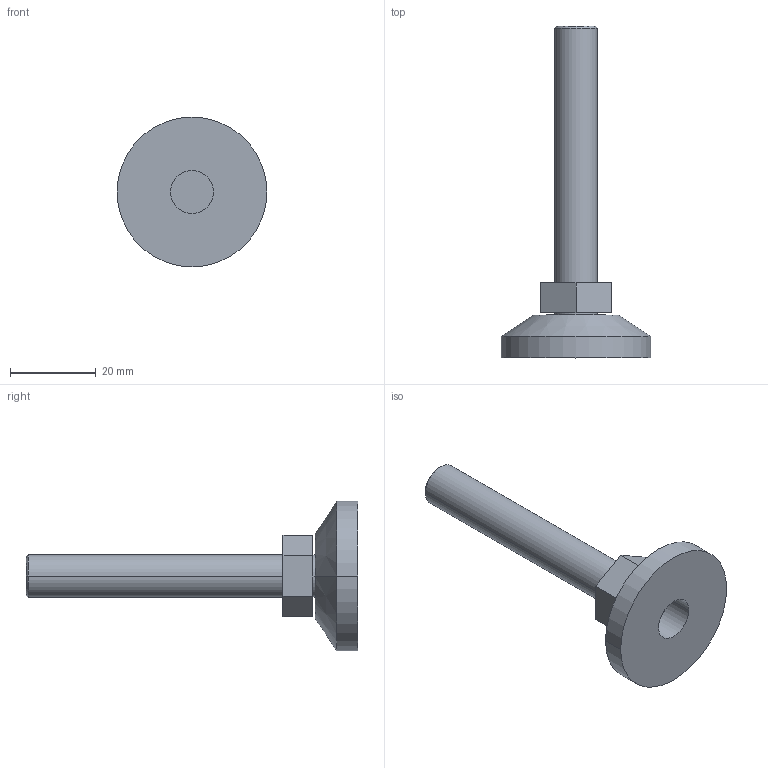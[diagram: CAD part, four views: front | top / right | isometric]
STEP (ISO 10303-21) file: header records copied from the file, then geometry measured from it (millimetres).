
FILE_DESCRIPTION (( 'STEP AP214' ), '1' );
FILE_NAME ('Îïîðà ðåçüáîâàÿ Ì10õ60.STEP', '2022-04-11T10:29:22', ( 'user' ), ( '' ), 'SwSTEP 2.0', 'SolidWorks 2022', '' );
FILE_SCHEMA (( 'AUTOMOTIVE_DESIGN' ));
Length unit declared in the file: millimetre
Products named in the file (1): Îïîðà ðåçüáîâàÿ Ì10õ60
Bounding box: 35 x 77.5 x 35 mm (x, y, z)
Volume: 13693.4 mm3; surface area: 5426.7 mm2
Topology: 1 solids, 1 shells, 24 faces, 50 edges, 32 vertices
Faces by surface type: plane 12, cylinder 8, cone 4
Entity records: 808 total; most frequent: DIRECTION 120, CARTESIAN_POINT 107, ORIENTED_EDGE 100, EDGE_CURVE 50, AXIS2_PLACEMENT_3D 45, VERTEX_POINT 32, LINE 30, VECTOR 30
